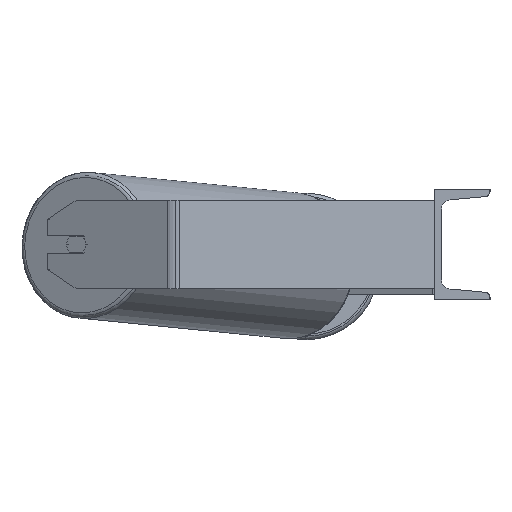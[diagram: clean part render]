
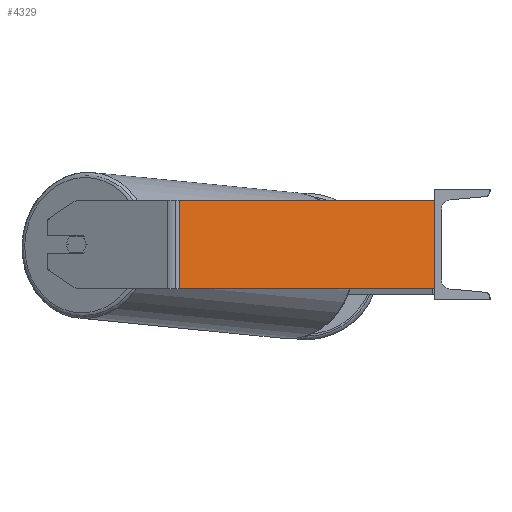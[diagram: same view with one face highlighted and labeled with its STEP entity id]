
A CAD part, left-side view. The second image highlights one B-rep face of the part: STEP entity #4329.
In plain terms, the highlighted planar face has unit normal (-0.985, -0.174, 0).
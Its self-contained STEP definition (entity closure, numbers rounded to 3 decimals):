
#49 = EDGE_CURVE ( 'NONE', #3532, #4811, #7445, .T. ) ;
#96 = ORIENTED_EDGE ( 'NONE', *, *, #6426, .T. ) ;
#581 = DIRECTION ( 'NONE',  ( 0., 0., -1. ) ) ;
#731 = VECTOR ( 'NONE', #9122, 1000. ) ;
#1048 = DIRECTION ( 'NONE',  ( 0.174, -0.985, 0. ) ) ;
#1067 = EDGE_CURVE ( 'NONE', #3532, #2549, #4561, .T. ) ;
#1136 = CARTESIAN_POINT ( 'NONE',  ( -625.927, 232.107, 40. ) ) ;
#1159 = VECTOR ( 'NONE', #1048, 1000. ) ;
#1245 = EDGE_LOOP ( 'NONE', ( #96, #5600, #4979, #3073 ) ) ;
#1385 = LINE ( 'NONE', #2260, #9129 ) ;
#1429 = DIRECTION ( 'NONE',  ( 0., 0., -1. ) ) ;
#2260 = CARTESIAN_POINT ( 'NONE',  ( -585., 0., 40. ) ) ;
#2549 = VERTEX_POINT ( 'NONE', #8508 ) ;
#2670 = DIRECTION ( 'NONE',  ( -0.174, 0.985, 0. ) ) ;
#3073 = ORIENTED_EDGE ( 'NONE', *, *, #49, .T. ) ;
#3460 = PLANE ( 'NONE',  #8887 ) ;
#3532 = VERTEX_POINT ( 'NONE', #4886 ) ;
#4191 = DIRECTION ( 'NONE',  ( 0.985, 0.174, 0. ) ) ;
#4329 = ADVANCED_FACE ( 'NONE', ( #7722 ), #3460, .F. ) ;
#4561 = LINE ( 'NONE', #7348, #1159 ) ;
#4811 = VERTEX_POINT ( 'NONE', #7135 ) ;
#4886 = CARTESIAN_POINT ( 'NONE',  ( -625.927, 232.107, 40. ) ) ;
#4979 = ORIENTED_EDGE ( 'NONE', *, *, #1067, .F. ) ;
#5600 = ORIENTED_EDGE ( 'NONE', *, *, #5657, .F. ) ;
#5657 = EDGE_CURVE ( 'NONE', #2549, #8841, #1385, .T. ) ;
#6229 = CARTESIAN_POINT ( 'NONE',  ( -626.938, 237.842, 40. ) ) ;
#6426 = EDGE_CURVE ( 'NONE', #4811, #8841, #8466, .T. ) ;
#6899 = CARTESIAN_POINT ( 'NONE',  ( -585., 0., -40. ) ) ;
#7066 = CARTESIAN_POINT ( 'NONE',  ( -626.938, 237.842, -40. ) ) ;
#7135 = CARTESIAN_POINT ( 'NONE',  ( -625.927, 232.107, -40. ) ) ;
#7348 = CARTESIAN_POINT ( 'NONE',  ( -626.938, 237.842, 40. ) ) ;
#7445 = LINE ( 'NONE', #1136, #8366 ) ;
#7722 = FACE_OUTER_BOUND ( 'NONE', #1245, .T. ) ;
#8366 = VECTOR ( 'NONE', #581, 1000. ) ;
#8466 = LINE ( 'NONE', #7066, #731 ) ;
#8508 = CARTESIAN_POINT ( 'NONE',  ( -585., 0., 40. ) ) ;
#8841 = VERTEX_POINT ( 'NONE', #6899 ) ;
#8887 = AXIS2_PLACEMENT_3D ( 'NONE', #6229, #4191, #2670 ) ;
#9122 = DIRECTION ( 'NONE',  ( 0.174, -0.985, 0. ) ) ;
#9129 = VECTOR ( 'NONE', #1429, 1000. ) ;
